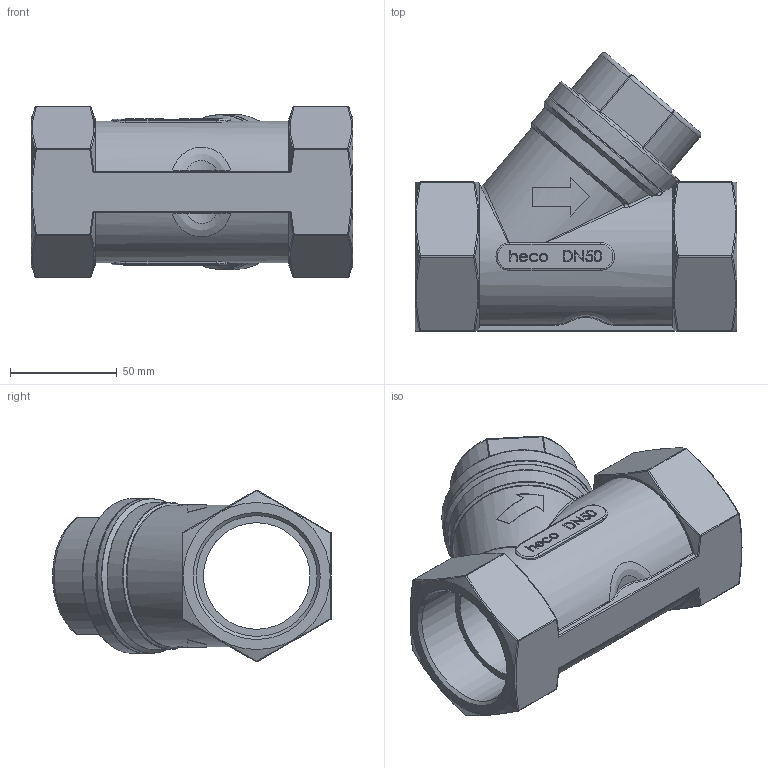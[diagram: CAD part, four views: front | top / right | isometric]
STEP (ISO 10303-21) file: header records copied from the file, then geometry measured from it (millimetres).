
FILE_DESCRIPTION (( 'STEP AP214' ), '1' );
FILE_NAME ('RV-200-000-4 Rückschlagventil heco.STEP', '2013-12-16T10:29:09', ( 'test' ), ( '' ), 'SwSTEP 2.0', 'SolidWorks 2011', '' );
FILE_SCHEMA (( 'AUTOMOTIVE_DESIGN' ));
Length unit declared in the file: millimetre
Products named in the file (1): RV-200-000-4 Rückschlagventil heco
Bounding box: 151 x 130.71 x 80.67 mm (x, y, z)
Volume: 403793.7 mm3; surface area: 83550.2 mm2
Topology: 1 solids, 5 shells, 505 faces, 1262 edges, 777 vertices
Faces by surface type: bspline 207, plane 196, cylinder 50, sphere 22, torus 20, cone 10
Full cylindrical faces by diameter (mm): 40 x1, 50 x1, 56.656 x2, 72.75 x1
Entity records: 32506 total; most frequent: CARTESIAN_POINT 16645, ORIENTED_EDGE 2446, DIRECTION 1522, EDGE_CURVE 1223, VERTEX_POINT 775, EDGE_LOOP 556, LINE 554, VECTOR 554
